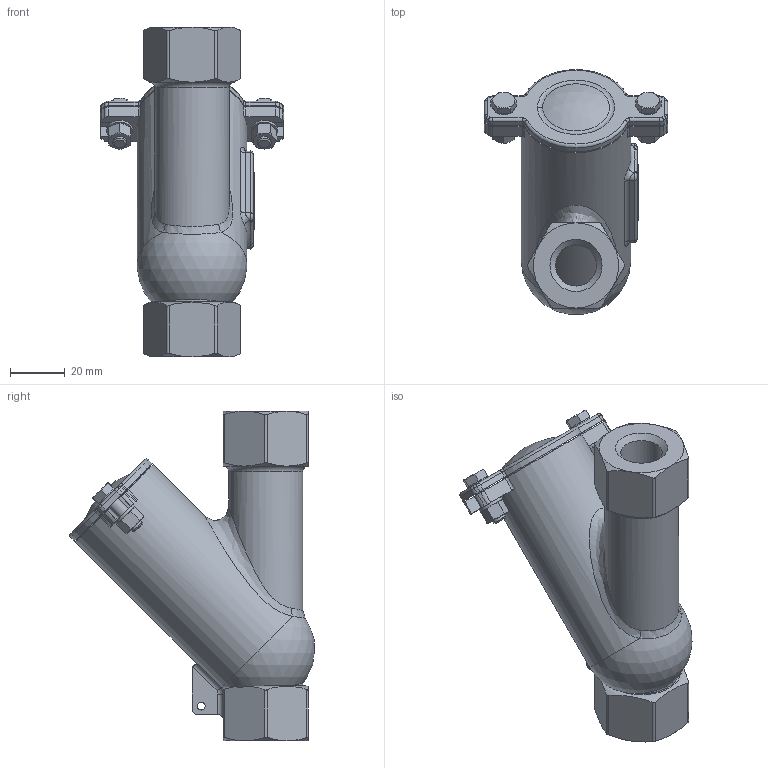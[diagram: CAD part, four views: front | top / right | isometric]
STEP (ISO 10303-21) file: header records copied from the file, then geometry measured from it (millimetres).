
FILE_DESCRIPTION(/* description */ (''),/* implementation_level */ '2;1');
FILE_NAME(/* name */ 'DN15_3D_STEP.stp',/* time_stamp */ '2025-07-31T22:41:42+03:00',/* author */ ('igorr'),/* organization */ (''),/* preprocessor_version */ 'ST-DEVELOPER v20',/* originating_system */ 'Autodesk Inventor 2025',/* authorisation */ '');
FILE_SCHEMA (('AUTOMOTIVE_DESIGN { 1 0 10303 214 3 1 1 }'));
Length unit declared in the file: millimetre
Products named in the file (5): Сборка1; Деталь1; AS 1110 - M5 x 16; AS 1237 - 5; ANSI B18.2.4.2M - M5x0,8
Assembly tree (7 placements, depth 2):
  Сборка1
    Деталь1
    AS 1110 - M5 x 16  x2
    AS 1237 - 5  x2
    ANSI B18.2.4.2M - M5x0,8  x2
Bounding box: 66.7 x 89.05 x 120 mm (x, y, z)
Volume: 163484.4 mm3; surface area: 30978.6 mm2
Topology: 7 solids, 7 shells, 369 faces, 912 edges, 570 vertices
Faces by surface type: plane 155, cylinder 87, cone 65, bspline 49, torus 10, sphere 3
Full cylindrical faces by diameter (mm): 2.807 x1, 4.134 x2, 5 x2, 5.3 x2, 6 x2, 8 x2, 9.5 x2, 15 x2, 23.122 x1, 27 x1, 40 x1
Entity records: 11535 total; most frequent: CARTESIAN_POINT 3837, ORIENTED_EDGE 1608, DIRECTION 1394, EDGE_CURVE 804, AXIS2_PLACEMENT_3D 514, VERTEX_POINT 507, LINE 366, VECTOR 366
